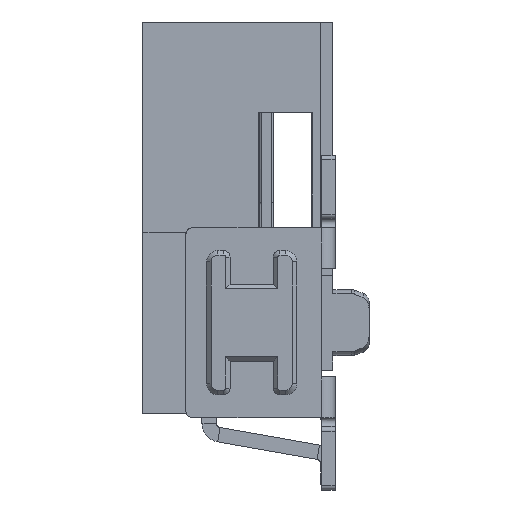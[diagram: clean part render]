
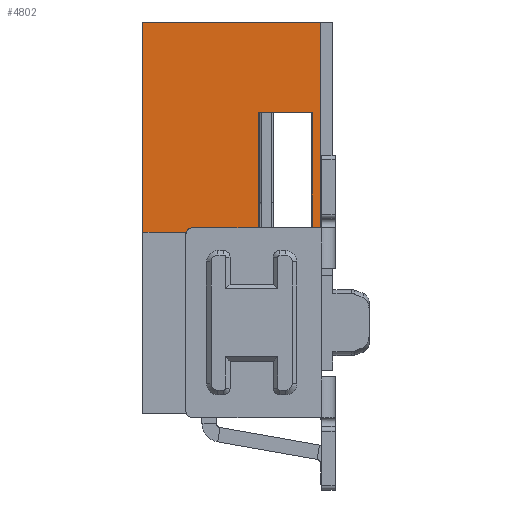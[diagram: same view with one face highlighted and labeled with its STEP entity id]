
A CAD part, left-side view. The second image highlights one B-rep face of the part: STEP entity #4802.
In plain terms, the highlighted planar face has unit normal (-1, 0, 0).
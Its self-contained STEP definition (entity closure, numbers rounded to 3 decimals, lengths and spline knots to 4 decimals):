
#4734=AXIS2_PLACEMENT_3D('Plane Axis2P3D',#4731,#4732,#4733) ;
#1363=CARTESIAN_POINT('Vertex',(1.165,2.455,8.35)) ;
#1366=CARTESIAN_POINT('Line Origine',(1.165,2.455,7.025)) ;
#1370=CARTESIAN_POINT('Vertex',(1.165,2.455,5.7)) ;
#4713=CARTESIAN_POINT('Vertex',(1.165,1.255,8.35)) ;
#4716=CARTESIAN_POINT('Line Origine',(1.165,1.855,8.35)) ;
#4731=CARTESIAN_POINT('Axis2P3D Location',(1.165,5.7655,3.997)) ;
#4736=CARTESIAN_POINT('Line Origine',(1.165,1.075,7.55)) ;
#4740=CARTESIAN_POINT('Vertex',(1.165,1.075,4.75)) ;
#4742=CARTESIAN_POINT('Vertex',(1.165,1.075,10.35)) ;
#4745=CARTESIAN_POINT('Line Origine',(1.165,3.0375,10.35)) ;
#4749=CARTESIAN_POINT('Vertex',(1.165,5.,10.35)) ;
#4752=CARTESIAN_POINT('Line Origine',(1.165,5.,8.025)) ;
#4756=CARTESIAN_POINT('Vertex',(1.165,5.,5.7)) ;
#4759=CARTESIAN_POINT('Line Origine',(1.165,3.7275,5.7)) ;
#4764=CARTESIAN_POINT('Line Origine',(1.165,1.255,7.025)) ;
#4768=CARTESIAN_POINT('Vertex',(1.165,1.255,5.7)) ;
#4771=CARTESIAN_POINT('Line Origine',(1.165,1.2275,5.7)) ;
#4775=CARTESIAN_POINT('Vertex',(1.165,1.2,5.7)) ;
#4778=CARTESIAN_POINT('Line Origine',(1.165,1.2,5.225)) ;
#4782=CARTESIAN_POINT('Vertex',(1.165,1.2,4.75)) ;
#4785=CARTESIAN_POINT('Line Origine',(1.165,1.1375,4.75)) ;
#1367=DIRECTION('Vector Direction',(0.,0.,1.)) ;
#4717=DIRECTION('Vector Direction',(0.,-1.,0.)) ;
#4732=DIRECTION('Axis2P3D Direction',(-1.,0.,0.)) ;
#4733=DIRECTION('Axis2P3D XDirection',(0.,-1.,0.)) ;
#4737=DIRECTION('Vector Direction',(0.,0.,1.)) ;
#4746=DIRECTION('Vector Direction',(0.,-1.,0.)) ;
#4753=DIRECTION('Vector Direction',(0.,0.,-1.)) ;
#4760=DIRECTION('Vector Direction',(0.,-1.,0.)) ;
#4765=DIRECTION('Vector Direction',(0.,0.,-1.)) ;
#4772=DIRECTION('Vector Direction',(0.,-1.,0.)) ;
#4779=DIRECTION('Vector Direction',(0.,0.,-1.)) ;
#4786=DIRECTION('Vector Direction',(0.,-1.,0.)) ;
#1368=VECTOR('Line Direction',#1367,1.) ;
#4718=VECTOR('Line Direction',#4717,1.) ;
#4738=VECTOR('Line Direction',#4737,1.) ;
#4747=VECTOR('Line Direction',#4746,1.) ;
#4754=VECTOR('Line Direction',#4753,1.) ;
#4761=VECTOR('Line Direction',#4760,1.) ;
#4766=VECTOR('Line Direction',#4765,1.) ;
#4773=VECTOR('Line Direction',#4772,1.) ;
#4780=VECTOR('Line Direction',#4779,1.) ;
#4787=VECTOR('Line Direction',#4786,1.) ;
#4791=ORIENTED_EDGE('',*,*,#4744,.T.) ;
#4792=ORIENTED_EDGE('',*,*,#4751,.F.) ;
#4793=ORIENTED_EDGE('',*,*,#4758,.T.) ;
#4794=ORIENTED_EDGE('',*,*,#4763,.T.) ;
#4795=ORIENTED_EDGE('',*,*,#1372,.T.) ;
#4796=ORIENTED_EDGE('',*,*,#4720,.T.) ;
#4797=ORIENTED_EDGE('',*,*,#4770,.T.) ;
#4798=ORIENTED_EDGE('',*,*,#4777,.T.) ;
#4799=ORIENTED_EDGE('',*,*,#4784,.T.) ;
#4800=ORIENTED_EDGE('',*,*,#4789,.T.) ;
#4802=ADVANCED_FACE('Hauptk\X2\00F6\X0\rper',(#4801),#4735,.T.) ;
#1372=EDGE_CURVE('',#1371,#1364,#1369,.T.) ;
#4720=EDGE_CURVE('',#1364,#4714,#4719,.T.) ;
#4744=EDGE_CURVE('',#4741,#4743,#4739,.T.) ;
#4751=EDGE_CURVE('',#4750,#4743,#4748,.T.) ;
#4758=EDGE_CURVE('',#4750,#4757,#4755,.T.) ;
#4763=EDGE_CURVE('',#4757,#1371,#4762,.T.) ;
#4770=EDGE_CURVE('',#4714,#4769,#4767,.T.) ;
#4777=EDGE_CURVE('',#4769,#4776,#4774,.T.) ;
#4784=EDGE_CURVE('',#4776,#4783,#4781,.T.) ;
#4789=EDGE_CURVE('',#4783,#4741,#4788,.T.) ;
#4790=EDGE_LOOP('',(#4791,#4792,#4793,#4794,#4795,#4796,#4797,#4798,#4799,#4800)) ;
#4801=FACE_OUTER_BOUND('',#4790,.T.) ;
#1369=LINE('Line',#1366,#1368) ;
#4719=LINE('Line',#4716,#4718) ;
#4739=LINE('Line',#4736,#4738) ;
#4748=LINE('Line',#4745,#4747) ;
#4755=LINE('Line',#4752,#4754) ;
#4762=LINE('Line',#4759,#4761) ;
#4767=LINE('Line',#4764,#4766) ;
#4774=LINE('Line',#4771,#4773) ;
#4781=LINE('Line',#4778,#4780) ;
#4788=LINE('Line',#4785,#4787) ;
#4735=PLANE('',#4734) ;
#1364=VERTEX_POINT('',#1363) ;
#1371=VERTEX_POINT('',#1370) ;
#4714=VERTEX_POINT('',#4713) ;
#4741=VERTEX_POINT('',#4740) ;
#4743=VERTEX_POINT('',#4742) ;
#4750=VERTEX_POINT('',#4749) ;
#4757=VERTEX_POINT('',#4756) ;
#4769=VERTEX_POINT('',#4768) ;
#4776=VERTEX_POINT('',#4775) ;
#4783=VERTEX_POINT('',#4782) ;
